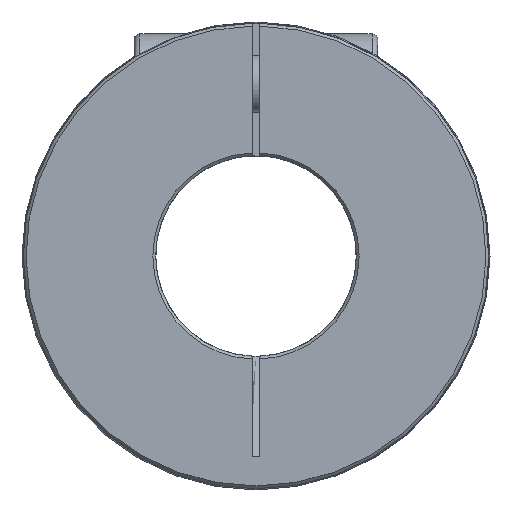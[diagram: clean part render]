
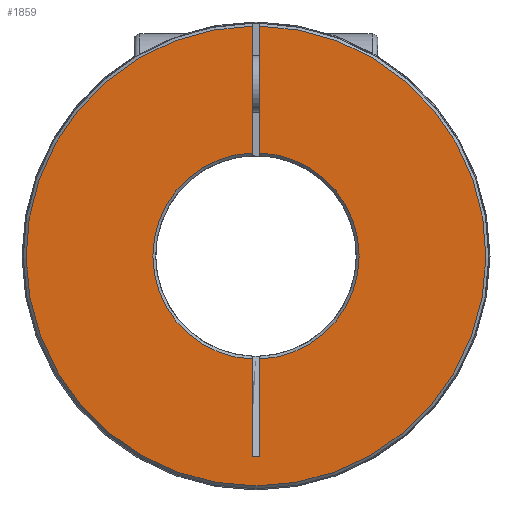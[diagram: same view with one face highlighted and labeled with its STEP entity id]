
A CAD part, left-side view. The second image highlights one B-rep face of the part: STEP entity #1859.
In plain terms, the highlighted planar face has unit normal (-1, 0, 0).
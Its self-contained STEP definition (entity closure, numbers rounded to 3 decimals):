
#126=LINE('',#3005,#212);
#127=LINE('',#3013,#213);
#130=LINE('',#3029,#216);
#133=LINE('',#3040,#219);
#135=LINE('',#3056,#221);
#212=VECTOR('',#2323,1000.);
#213=VECTOR('',#2326,1000.);
#216=VECTOR('',#2335,1000.);
#219=VECTOR('',#2340,1000.);
#221=VECTOR('',#2346,1000.);
#389=ORIENTED_EDGE('',*,*,#837,.T.);
#390=ORIENTED_EDGE('',*,*,#796,.F.);
#391=ORIENTED_EDGE('',*,*,#801,.F.);
#392=ORIENTED_EDGE('',*,*,#786,.T.);
#393=ORIENTED_EDGE('',*,*,#838,.T.);
#394=ORIENTED_EDGE('',*,*,#784,.T.);
#395=ORIENTED_EDGE('',*,*,#839,.F.);
#396=ORIENTED_EDGE('',*,*,#792,.F.);
#784=EDGE_CURVE('',#1010,#1014,#126,.T.);
#786=EDGE_CURVE('',#1017,#1015,#127,.T.);
#792=EDGE_CURVE('',#1022,#1023,#130,.T.);
#796=EDGE_CURVE('',#1026,#1027,#133,.T.);
#801=EDGE_CURVE('',#1017,#1026,#135,.T.);
#837=EDGE_CURVE('',#1022,#1027,#1189,.T.);
#838=EDGE_CURVE('',#1015,#1010,#1190,.T.);
#839=EDGE_CURVE('',#1023,#1014,#1191,.T.);
#1010=VERTEX_POINT('',#2993);
#1014=VERTEX_POINT('',#3004);
#1015=VERTEX_POINT('',#3011);
#1017=VERTEX_POINT('',#3014);
#1022=VERTEX_POINT('',#3028);
#1023=VERTEX_POINT('',#3030);
#1026=VERTEX_POINT('',#3041);
#1027=VERTEX_POINT('',#3042);
#1189=CIRCLE('',#2044,7.2);
#1190=CIRCLE('',#2045,7.2);
#1191=CIRCLE('',#2046,16.05);
#1322=EDGE_LOOP('',(#389,#390,#391,#392,#393,#394,#395,#396));
#1556=FACE_BOUND('',#1322,.T.);
#1771=PLANE('',#2043);
#1859=ADVANCED_FACE('',(#1556),#1771,.F.);
#2043=AXIS2_PLACEMENT_3D('',#3211,#2409,#2410);
#2044=AXIS2_PLACEMENT_3D('',#3212,#2411,#2412);
#2045=AXIS2_PLACEMENT_3D('',#3213,#2413,#2414);
#2046=AXIS2_PLACEMENT_3D('',#3214,#2415,#2416);
#2323=DIRECTION('',(0.,0.,1.));
#2326=DIRECTION('',(0.,0.,1.));
#2335=DIRECTION('',(0.,0.,1.));
#2340=DIRECTION('',(0.,0.,1.));
#2346=DIRECTION('',(0.,-1.,0.));
#2409=DIRECTION('',(1.,0.,0.));
#2410=DIRECTION('',(0.,0.,-1.));
#2411=DIRECTION('',(1.,0.,0.));
#2412=DIRECTION('',(0.,0.,-1.));
#2413=DIRECTION('',(1.,0.,0.));
#2414=DIRECTION('',(0.,0.,-1.));
#2415=DIRECTION('',(1.,0.,0.));
#2416=DIRECTION('',(0.,0.,-1.));
#2993=CARTESIAN_POINT('',(0.,0.25,7.196));
#3004=CARTESIAN_POINT('',(0.,0.25,16.048));
#3005=CARTESIAN_POINT('',(0.,0.25,-13.976));
#3011=CARTESIAN_POINT('',(0.,0.25,-7.196));
#3013=CARTESIAN_POINT('',(0.,0.25,-13.976));
#3014=CARTESIAN_POINT('',(0.,0.25,-13.976));
#3028=CARTESIAN_POINT('',(0.,-0.25,7.196));
#3029=CARTESIAN_POINT('',(0.,-0.25,-13.976));
#3030=CARTESIAN_POINT('',(0.,-0.25,16.048));
#3040=CARTESIAN_POINT('',(0.,-0.25,-13.976));
#3041=CARTESIAN_POINT('',(0.,-0.25,-13.976));
#3042=CARTESIAN_POINT('',(0.,-0.25,-7.196));
#3056=CARTESIAN_POINT('',(0.,0.25,-13.976));
#3211=CARTESIAN_POINT('',(0.,0.,0.));
#3212=CARTESIAN_POINT('',(0.,0.,0.));
#3213=CARTESIAN_POINT('',(0.,0.,0.));
#3214=CARTESIAN_POINT('',(0.,0.,0.));
